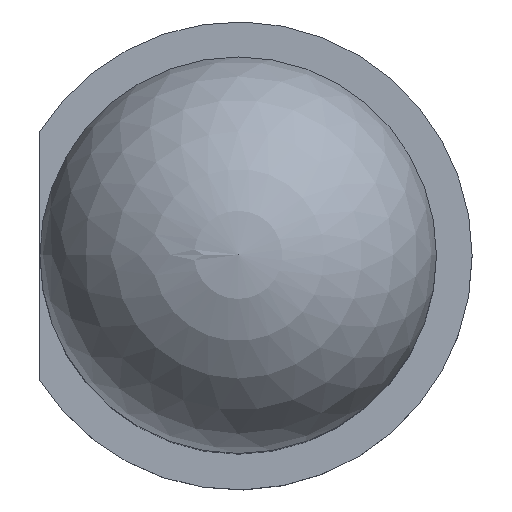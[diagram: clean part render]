
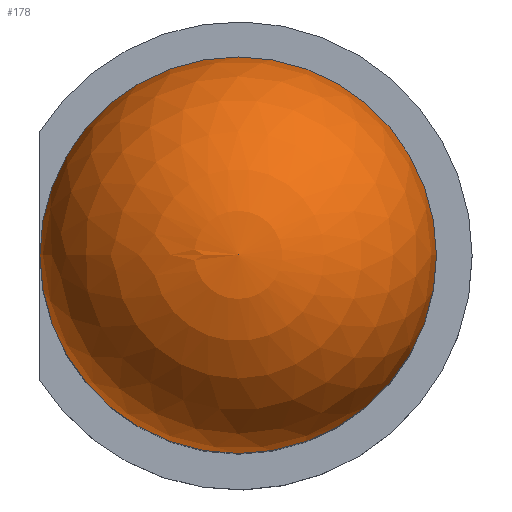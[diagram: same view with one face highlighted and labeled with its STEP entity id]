
A CAD part, top view. The second image highlights one B-rep face of the part: STEP entity #178.
In plain terms, the highlighted spherical face has radius 2.5 mm.
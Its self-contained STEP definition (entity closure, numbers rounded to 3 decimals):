
#157 = EDGE_CURVE('',#158,#158,#160,.T.);
#158 = VERTEX_POINT('',#159);
#159 = CARTESIAN_POINT('',(-1.23,0.,6.1));
#160 = CIRCLE('',#161,2.5);
#161 = AXIS2_PLACEMENT_3D('',#162,#163,#164);
#162 = CARTESIAN_POINT('',(1.27,0.,6.1));
#163 = DIRECTION('',(-0.,0.,-1.));
#164 = DIRECTION('',(-1.,0.,0.));
#178 = ADVANCED_FACE('',(#179),#192,.T.);
#179 = FACE_BOUND('',#180,.T.);
#180 = EDGE_LOOP('',(#181,#190,#191));
#181 = ORIENTED_EDGE('',*,*,#182,.T.);
#182 = EDGE_CURVE('',#183,#158,#185,.T.);
#183 = VERTEX_POINT('',#184);
#184 = CARTESIAN_POINT('',(1.27,0.,8.6));
#185 = CIRCLE('',#186,2.5);
#186 = AXIS2_PLACEMENT_3D('',#187,#188,#189);
#187 = CARTESIAN_POINT('',(1.27,0.,6.1));
#188 = DIRECTION('',(0.,-1.,0.));
#189 = DIRECTION('',(1.,0.,0.));
#190 = ORIENTED_EDGE('',*,*,#157,.F.);
#191 = ORIENTED_EDGE('',*,*,#182,.F.);
#192 = SPHERICAL_SURFACE('',#193,2.5);
#193 = AXIS2_PLACEMENT_3D('',#194,#195,#196);
#194 = CARTESIAN_POINT('',(1.27,0.,6.1));
#195 = DIRECTION('',(0.,0.,-1.));
#196 = DIRECTION('',(-1.,0.,0.));
